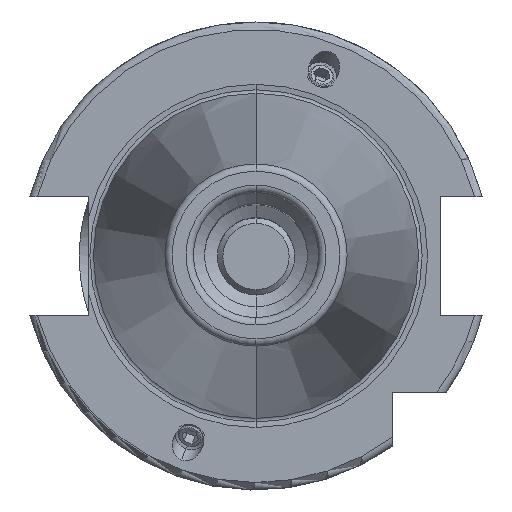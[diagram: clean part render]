
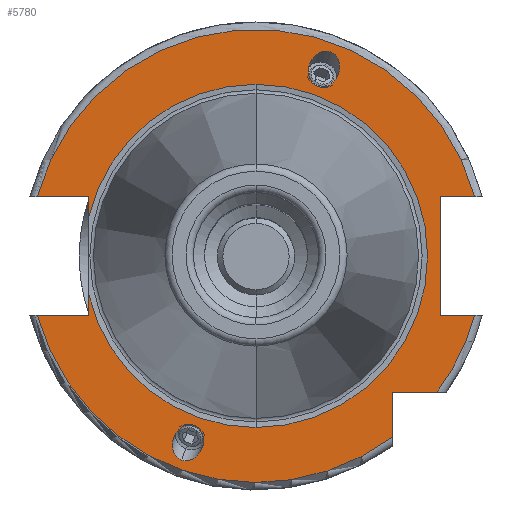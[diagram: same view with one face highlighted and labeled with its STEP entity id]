
A CAD part, top view. The second image highlights one B-rep face of the part: STEP entity #5780.
In plain terms, the highlighted planar face has unit normal (0, 0, 1).
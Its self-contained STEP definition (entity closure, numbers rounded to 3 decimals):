
#1979=DIRECTION('',(1,0,0));
#1980=VECTOR('',#1979,7.004);
#1981=CARTESIAN_POINT('',(-29.704,-8.05,18.1));
#1982=LINE('',#1981,#1980);
#1983=DIRECTION('',(0,1,0));
#1984=VECTOR('',#1983,2.753);
#1985=CARTESIAN_POINT('',(-22.7,-8.05,18.1));
#1986=LINE('',#1985,#1984);
#1987=DIRECTION('',(0,1,0));
#1988=VECTOR('',#1987,2.753);
#1989=CARTESIAN_POINT('',(-22.7,5.297,18.1));
#1990=LINE('',#1989,#1988);
#1991=DIRECTION('',(1,0,0));
#1992=VECTOR('',#1991,7.004);
#1993=CARTESIAN_POINT('',(-29.704,8.05,18.1));
#1994=LINE('',#1993,#1992);
#1995=DIRECTION('',(-1,0,0));
#1996=VECTOR('',#1995,4.704);
#1997=CARTESIAN_POINT('',(29.704,8.05,18.1));
#1998=LINE('',#1997,#1996);
#1999=DIRECTION('',(0,-1,0));
#2000=VECTOR('',#1999,16.1);
#2001=CARTESIAN_POINT('',(25,8.05,18.1));
#2002=LINE('',#2001,#2000);
#2003=DIRECTION('',(-1,0,0));
#2004=VECTOR('',#2003,4.704);
#2005=CARTESIAN_POINT('',(29.704,-8.05,18.1));
#2006=LINE('',#2005,#2004);
#2007=CARTESIAN_POINT('',(0,0,18.1));
#2008=DIRECTION('',(0,0,1));
#2009=DIRECTION('',(0.799,-0.601,0));
#2010=AXIS2_PLACEMENT_3D('',#2007,#2008,#2009);
#2012=DIRECTION('',(-1,0,0));
#2013=VECTOR('',#2012,6.094);
#2014=CARTESIAN_POINT('',(24.594,-18.5,18.1));
#2015=LINE('',#2014,#2013);
#2016=DIRECTION('',(0,1,0));
#2017=VECTOR('',#2016,6.094);
#2018=CARTESIAN_POINT('',(18.5,-24.594,18.1));
#2019=LINE('',#2018,#2017);
#2020=CARTESIAN_POINT('',(10.09,27.723,18.1));
#2021=CARTESIAN_POINT('',(9.863,27.806,18.1));
#2022=CARTESIAN_POINT('',(9.337,27.884,18.1));
#2023=CARTESIAN_POINT('',(8.455,27.594,18.1));
#2024=CARTESIAN_POINT('',(7.834,27.033,18.1));
#2025=CARTESIAN_POINT('',(7.483,26.49,18.1));
#2026=CARTESIAN_POINT('',(7.298,26.077,18.1));
#2027=CARTESIAN_POINT('',(7.174,25.641,18.1));
#2028=CARTESIAN_POINT('',(7.094,25.,18.1));
#2029=CARTESIAN_POINT('',(7.208,24.17,18.1));
#2030=CARTESIAN_POINT('',(7.698,23.381,18.1));
#2031=CARTESIAN_POINT('',(8.152,23.103,18.1));
#2032=CARTESIAN_POINT('',(8.379,23.02,18.1));
#2034=CARTESIAN_POINT('',(8.379,23.02,18.1));
#2035=CARTESIAN_POINT('',(8.606,22.937,18.1));
#2036=CARTESIAN_POINT('',(9.133,22.859,18.1));
#2037=CARTESIAN_POINT('',(10.014,23.149,18.1));
#2038=CARTESIAN_POINT('',(10.635,23.711,18.1));
#2039=CARTESIAN_POINT('',(10.986,24.253,18.1));
#2040=CARTESIAN_POINT('',(11.171,24.667,18.1));
#2041=CARTESIAN_POINT('',(11.295,25.103,18.1));
#2042=CARTESIAN_POINT('',(11.375,25.744,18.1));
#2043=CARTESIAN_POINT('',(11.261,26.573,18.1));
#2044=CARTESIAN_POINT('',(10.771,27.362,18.1));
#2045=CARTESIAN_POINT('',(10.318,27.641,18.1));
#2046=CARTESIAN_POINT('',(10.09,27.723,18.1));
#2048=CARTESIAN_POINT('',(-10.09,-27.723,18.1));
#2049=CARTESIAN_POINT('',(-10.318,-27.641,18.1));
#2050=CARTESIAN_POINT('',(-10.771,-27.362,18.1));
#2051=CARTESIAN_POINT('',(-11.261,-26.573,18.1));
#2052=CARTESIAN_POINT('',(-11.375,-25.744,18.1));
#2053=CARTESIAN_POINT('',(-11.295,-25.103,18.1));
#2054=CARTESIAN_POINT('',(-11.171,-24.667,18.1));
#2055=CARTESIAN_POINT('',(-10.986,-24.253,18.1));
#2056=CARTESIAN_POINT('',(-10.635,-23.711,18.1));
#2057=CARTESIAN_POINT('',(-10.014,-23.149,18.1));
#2058=CARTESIAN_POINT('',(-9.133,-22.859,18.1));
#2059=CARTESIAN_POINT('',(-8.606,-22.937,18.1));
#2060=CARTESIAN_POINT('',(-8.379,-23.02,18.1));
#2062=CARTESIAN_POINT('',(-8.379,-23.02,18.1));
#2063=CARTESIAN_POINT('',(-8.152,-23.103,18.1));
#2064=CARTESIAN_POINT('',(-7.698,-23.381,18.1));
#2065=CARTESIAN_POINT('',(-7.208,-24.17,18.1));
#2066=CARTESIAN_POINT('',(-7.094,-25.,18.1));
#2067=CARTESIAN_POINT('',(-7.174,-25.641,18.1));
#2068=CARTESIAN_POINT('',(-7.298,-26.077,18.1));
#2069=CARTESIAN_POINT('',(-7.483,-26.49,18.1));
#2070=CARTESIAN_POINT('',(-7.834,-27.033,18.1));
#2071=CARTESIAN_POINT('',(-8.455,-27.594,18.1));
#2072=CARTESIAN_POINT('',(-9.337,-27.884,18.1));
#2073=CARTESIAN_POINT('',(-9.863,-27.806,18.1));
#2074=CARTESIAN_POINT('',(-10.09,-27.723,18.1));
#2084=CARTESIAN_POINT('',(0,0,18.1));
#2085=DIRECTION('',(0,0,1));
#2086=DIRECTION('',(0,1,0));
#2087=AXIS2_PLACEMENT_3D('',#2084,#2085,#2086);
#2097=CARTESIAN_POINT('',(0,0,18.1));
#2098=DIRECTION('',(0,0,1));
#2099=DIRECTION('',(-0.974,-0.227,0));
#2100=AXIS2_PLACEMENT_3D('',#2097,#2098,#2099);
#2102=CARTESIAN_POINT('',(0,0,18.1));
#2103=DIRECTION('',(0,0,-1));
#2104=DIRECTION('',(0,1,0));
#2105=AXIS2_PLACEMENT_3D('',#2102,#2103,#2104);
#2643=CARTESIAN_POINT('',(0,0,18.1));
#2644=DIRECTION('',(0,0,1));
#2645=DIRECTION('',(0.965,0.262,0));
#2646=AXIS2_PLACEMENT_3D('',#2643,#2644,#2645);
#2694=CARTESIAN_POINT('',(0,0,18.1));
#2695=DIRECTION('',(0,0,1));
#2696=DIRECTION('',(-0.965,-0.262,0));
#2697=AXIS2_PLACEMENT_3D('',#2694,#2695,#2696);
#3231=CARTESIAN_POINT('',(-29.704,-8.05,18.1));
#3232=CARTESIAN_POINT('',(-22.7,-8.05,18.1));
#3233=VERTEX_POINT('',#3231);
#3234=VERTEX_POINT('',#3232);
#3235=CARTESIAN_POINT('',(-22.7,-5.297,18.1));
#3236=VERTEX_POINT('',#3235);
#3237=CARTESIAN_POINT('',(-22.7,5.297,18.1));
#3238=CARTESIAN_POINT('',(-22.7,8.05,18.1));
#3239=VERTEX_POINT('',#3237);
#3240=VERTEX_POINT('',#3238);
#3241=CARTESIAN_POINT('',(-29.704,8.05,18.1));
#3242=VERTEX_POINT('',#3241);
#3243=CARTESIAN_POINT('',(25,8.05,18.1));
#3244=CARTESIAN_POINT('',(25,-8.05,18.1));
#3245=VERTEX_POINT('',#3243);
#3246=VERTEX_POINT('',#3244);
#3247=CARTESIAN_POINT('',(29.704,-8.05,18.1));
#3248=VERTEX_POINT('',#3247);
#3249=CARTESIAN_POINT('',(29.704,8.05,18.1));
#3250=VERTEX_POINT('',#3249);
#3251=CARTESIAN_POINT('',(18.5,-24.594,18.1));
#3252=CARTESIAN_POINT('',(18.5,-18.5,18.1));
#3253=VERTEX_POINT('',#3251);
#3254=VERTEX_POINT('',#3252);
#3255=CARTESIAN_POINT('',(24.594,-18.5,18.1));
#3256=VERTEX_POINT('',#3255);
#3305=VERTEX_POINT('',#2020);
#3306=VERTEX_POINT('',#2032);
#3354=CARTESIAN_POINT('',(-10.09,-27.723,18.1));
#3356=VERTEX_POINT('',#3354);
#3357=CARTESIAN_POINT('',(-8.379,-23.02,18.1));
#3358=VERTEX_POINT('',#3357);
#3403=CARTESIAN_POINT('',(0,23.31,18.1));
#3404=VERTEX_POINT('',#3403);
#3405=CARTESIAN_POINT('',(0,-23.31,18.1));
#3406=VERTEX_POINT('',#3405);
#5740=CARTESIAN_POINT('',(0,0,18.1));
#5741=DIRECTION('',(0,0,-1));
#5742=DIRECTION('',(0,-1,0));
#5743=AXIS2_PLACEMENT_3D('',#5740,#5741,#5742);
#5744=PLANE('',#5743);
#5745=ORIENTED_EDGE('',*,*,#4871,.T.);
#5746=ORIENTED_EDGE('',*,*,#4920,.T.);
#5748=ORIENTED_EDGE('',*,*,#5747,.T.);
#5750=ORIENTED_EDGE('',*,*,#5749,.F.);
#5752=ORIENTED_EDGE('',*,*,#5751,.T.);
#5753=ORIENTED_EDGE('',*,*,#4916,.T.);
#5754=ORIENTED_EDGE('',*,*,#5018,.F.);
#5756=ORIENTED_EDGE('',*,*,#5755,.F.);
#5757=ORIENTED_EDGE('',*,*,#5695,.T.);
#5758=ORIENTED_EDGE('',*,*,#5728,.T.);
#5759=ORIENTED_EDGE('',*,*,#5081,.F.);
#5761=ORIENTED_EDGE('',*,*,#5760,.F.);
#5762=ORIENTED_EDGE('',*,*,#5427,.T.);
#5763=ORIENTED_EDGE('',*,*,#5338,.F.);
#5765=ORIENTED_EDGE('',*,*,#5764,.F.);
#5766=EDGE_LOOP('',(#5745,#5746,#5748,#5750,#5752,#5753,#5754,#5756,#5757,#5758,
#5759,#5761,#5762,#5763,#5765));
#5767=FACE_OUTER_BOUND('',#5766,.F.);
#5769=ORIENTED_EDGE('',*,*,#5768,.T.);
#5771=ORIENTED_EDGE('',*,*,#5770,.T.);
#5772=EDGE_LOOP('',(#5769,#5771));
#5773=FACE_BOUND('',#5772,.F.);
#5775=ORIENTED_EDGE('',*,*,#5774,.F.);
#5777=ORIENTED_EDGE('',*,*,#5776,.F.);
#5778=EDGE_LOOP('',(#5775,#5777));
#5779=FACE_BOUND('',#5778,.F.);
#5780=ADVANCED_FACE('',(#5767,#5773,#5779),#5744,.F.);
#2011=CIRCLE('',#2010,30.775);
#2033=B_SPLINE_CURVE_WITH_KNOTS('',3,(#2020,#2021,#2022,#2023,#2024,#2025,#2026,
#2027,#2028,#2029,#2030,#2031,#2032),.UNSPECIFIED.,.F.,.F.,(4,1,1,1,1,1,1,1,1,1,
4),(0,0.125,0.25,0.375,0.438,0.5,0.563,0.625,0.75,0.875,
1.0),.UNSPECIFIED.);
#2047=B_SPLINE_CURVE_WITH_KNOTS('',3,(#2034,#2035,#2036,#2037,#2038,#2039,#2040,
#2041,#2042,#2043,#2044,#2045,#2046),.UNSPECIFIED.,.F.,.F.,(4,1,1,1,1,1,1,1,1,1,
4),(0,0.125,0.25,0.375,0.438,0.5,0.563,0.625,0.75,0.875,
1.0),.UNSPECIFIED.);
#2061=B_SPLINE_CURVE_WITH_KNOTS('',3,(#2048,#2049,#2050,#2051,#2052,#2053,#2054,
#2055,#2056,#2057,#2058,#2059,#2060),.UNSPECIFIED.,.F.,.F.,(4,1,1,1,1,1,1,1,1,1,
4),(0,0.125,0.25,0.375,0.438,0.5,0.563,0.625,0.75,0.875,
1.0),.UNSPECIFIED.);
#2075=B_SPLINE_CURVE_WITH_KNOTS('',3,(#2062,#2063,#2064,#2065,#2066,#2067,#2068,
#2069,#2070,#2071,#2072,#2073,#2074),.UNSPECIFIED.,.F.,.F.,(4,1,1,1,1,1,1,1,1,1,
4),(0,0.125,0.25,0.375,0.438,0.5,0.563,0.625,0.75,0.875,
1.0),.UNSPECIFIED.);
#2088=CIRCLE('',#2087,23.31);
#2101=CIRCLE('',#2100,23.31);
#2106=CIRCLE('',#2105,23.31);
#2647=CIRCLE('',#2646,30.775);
#2698=CIRCLE('',#2697,30.775);
#4871=EDGE_CURVE('',#3233,#3234,#1982,.T.);
#4916=EDGE_CURVE('',#3239,#3240,#1990,.T.);
#4920=EDGE_CURVE('',#3234,#3236,#1986,.T.);
#5018=EDGE_CURVE('',#3242,#3240,#1994,.T.);
#5081=EDGE_CURVE('',#3248,#3246,#2006,.T.);
#5338=EDGE_CURVE('',#3253,#3254,#2019,.T.);
#5427=EDGE_CURVE('',#3256,#3254,#2015,.T.);
#5695=EDGE_CURVE('',#3250,#3245,#1998,.T.);
#5728=EDGE_CURVE('',#3245,#3246,#2002,.T.);
#5747=EDGE_CURVE('',#3236,#3406,#2101,.T.);
#5749=EDGE_CURVE('',#3404,#3406,#2106,.T.);
#5751=EDGE_CURVE('',#3404,#3239,#2088,.T.);
#5755=EDGE_CURVE('',#3250,#3242,#2647,.T.);
#5760=EDGE_CURVE('',#3256,#3248,#2011,.T.);
#5764=EDGE_CURVE('',#3233,#3253,#2698,.T.);
#5768=EDGE_CURVE('',#3305,#3306,#2033,.T.);
#5770=EDGE_CURVE('',#3306,#3305,#2047,.T.);
#5774=EDGE_CURVE('',#3356,#3358,#2061,.T.);
#5776=EDGE_CURVE('',#3358,#3356,#2075,.T.);
